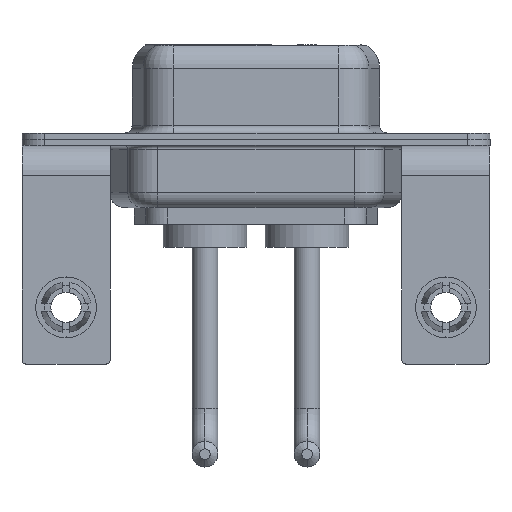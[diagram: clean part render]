
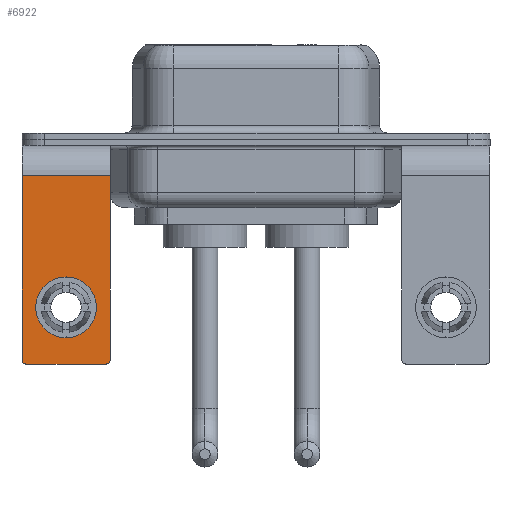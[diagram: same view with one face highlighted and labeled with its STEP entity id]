
A CAD part, front view. The second image highlights one B-rep face of the part: STEP entity #6922.
In plain terms, the highlighted planar face has unit normal (0, -1, 0).
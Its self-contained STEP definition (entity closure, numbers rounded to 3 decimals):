
#731 = CIRCLE ( 'NONE', #11385, 0.25 ) ;
#1003 = ORIENTED_EDGE ( 'NONE', *, *, #2416, .T. ) ;
#1080 = VERTEX_POINT ( 'NONE', #3560 ) ;
#1149 = FACE_BOUND ( 'NONE', #10275, .T. ) ;
#1219 = DIRECTION ( 'NONE',  ( 0., 1., 0. ) ) ;
#1617 = AXIS2_PLACEMENT_3D ( 'NONE', #13998, #7358, #2742 ) ;
#2416 = EDGE_CURVE ( 'NONE', #5545, #1080, #3891, .T. ) ;
#2742 = DIRECTION ( 'NONE',  ( 0., 0., 1. ) ) ;
#2864 = DIRECTION ( 'NONE',  ( 0., -1., 0. ) ) ;
#3096 = LINE ( 'NONE', #12873, #14583 ) ;
#3178 = ORIENTED_EDGE ( 'NONE', *, *, #13456, .T. ) ;
#3457 = LINE ( 'NONE', #15693, #14156 ) ;
#3560 = CARTESIAN_POINT ( 'NONE',  ( 2.9, -6.25, -14.55 ) ) ;
#3623 = CARTESIAN_POINT ( 'NONE',  ( 2.9, -6.25, -2.4 ) ) ;
#3631 = CARTESIAN_POINT ( 'NONE',  ( 2.9, -6.25, -2.4 ) ) ;
#3891 = CIRCLE ( 'NONE', #7932, 0.25 ) ;
#3945 = CIRCLE ( 'NONE', #15101, 2. ) ;
#4651 = DIRECTION ( 'NONE',  ( -1., 0., 0. ) ) ;
#5200 = CARTESIAN_POINT ( 'NONE',  ( 2.65, -6.25, -14.55 ) ) ;
#5470 = ORIENTED_EDGE ( 'NONE', *, *, #11496, .T. ) ;
#5545 = VERTEX_POINT ( 'NONE', #12425 ) ;
#5764 = VERTEX_POINT ( 'NONE', #14506 ) ;
#5962 = VECTOR ( 'NONE', #8470, 1000. ) ;
#6064 = VERTEX_POINT ( 'NONE', #13531 ) ;
#6268 = VERTEX_POINT ( 'NONE', #14101 ) ;
#6632 = EDGE_CURVE ( 'NONE', #6268, #5764, #11250, .T. ) ;
#6845 = VERTEX_POINT ( 'NONE', #9640 ) ;
#6922 = ADVANCED_FACE ( 'NONE', ( #1149, #15700 ), #14526, .F. ) ;
#6994 = EDGE_CURVE ( 'NONE', #5545, #7066, #3096, .T. ) ;
#7066 = VERTEX_POINT ( 'NONE', #12945 ) ;
#7211 = VERTEX_POINT ( 'NONE', #10722 ) ;
#7358 = DIRECTION ( 'NONE',  ( 0., 1., 0. ) ) ;
#7932 = AXIS2_PLACEMENT_3D ( 'NONE', #5200, #2864, #13697 ) ;
#7954 = DIRECTION ( 'NONE',  ( -1., 0., 0. ) ) ;
#8080 = DIRECTION ( 'NONE',  ( 0., 0., 1. ) ) ;
#8305 = CARTESIAN_POINT ( 'NONE',  ( 0., -6.25, -11.07 ) ) ;
#8470 = DIRECTION ( 'NONE',  ( 0., 0., -1. ) ) ;
#8977 = DIRECTION ( 'NONE',  ( 0., 0., 1. ) ) ;
#9316 = LINE ( 'NONE', #13064, #14635 ) ;
#9323 = DIRECTION ( 'NONE',  ( 0., 0., -1. ) ) ;
#9520 = EDGE_CURVE ( 'NONE', #5764, #6268, #3945, .T. ) ;
#9640 = CARTESIAN_POINT ( 'NONE',  ( 2.9, -6.25, -2.4 ) ) ;
#9751 = EDGE_CURVE ( 'NONE', #6845, #1080, #12195, .T. ) ;
#10103 = EDGE_CURVE ( 'NONE', #6845, #6064, #9316, .T. ) ;
#10275 = EDGE_LOOP ( 'NONE', ( #12816, #11742 ) ) ;
#10493 = DIRECTION ( 'NONE',  ( 0., 0., 1. ) ) ;
#10573 = ORIENTED_EDGE ( 'NONE', *, *, #6994, .F. ) ;
#10722 = CARTESIAN_POINT ( 'NONE',  ( -2.9, -6.25, -14.55 ) ) ;
#10894 = EDGE_LOOP ( 'NONE', ( #5470, #3178, #10573, #1003, #10951, #11253 ) ) ;
#10951 = ORIENTED_EDGE ( 'NONE', *, *, #9751, .F. ) ;
#11250 = CIRCLE ( 'NONE', #1617, 2. ) ;
#11253 = ORIENTED_EDGE ( 'NONE', *, *, #10103, .T. ) ;
#11385 = AXIS2_PLACEMENT_3D ( 'NONE', #11515, #14952, #8977 ) ;
#11496 = EDGE_CURVE ( 'NONE', #6064, #7211, #3457, .T. ) ;
#11515 = CARTESIAN_POINT ( 'NONE',  ( -2.65, -6.25, -14.55 ) ) ;
#11742 = ORIENTED_EDGE ( 'NONE', *, *, #9520, .T. ) ;
#11813 = DIRECTION ( 'NONE',  ( 0., 1., 0. ) ) ;
#12195 = LINE ( 'NONE', #3631, #5962 ) ;
#12425 = CARTESIAN_POINT ( 'NONE',  ( 2.65, -6.25, -14.8 ) ) ;
#12816 = ORIENTED_EDGE ( 'NONE', *, *, #6632, .T. ) ;
#12873 = CARTESIAN_POINT ( 'NONE',  ( 2.9, -6.25, -14.8 ) ) ;
#12945 = CARTESIAN_POINT ( 'NONE',  ( -2.65, -6.25, -14.8 ) ) ;
#13064 = CARTESIAN_POINT ( 'NONE',  ( 2.9, -6.25, -2.4 ) ) ;
#13456 = EDGE_CURVE ( 'NONE', #7211, #7066, #731, .T. ) ;
#13531 = CARTESIAN_POINT ( 'NONE',  ( -2.9, -6.25, -2.4 ) ) ;
#13697 = DIRECTION ( 'NONE',  ( 0., 0., 1. ) ) ;
#13820 = AXIS2_PLACEMENT_3D ( 'NONE', #3623, #1219, #10493 ) ;
#13998 = CARTESIAN_POINT ( 'NONE',  ( 0., -6.25, -11.07 ) ) ;
#14101 = CARTESIAN_POINT ( 'NONE',  ( 0., -6.25, -13.07 ) ) ;
#14156 = VECTOR ( 'NONE', #9323, 1000. ) ;
#14506 = CARTESIAN_POINT ( 'NONE',  ( 0., -6.25, -9.07 ) ) ;
#14526 = PLANE ( 'NONE',  #13820 ) ;
#14583 = VECTOR ( 'NONE', #7954, 1000. ) ;
#14635 = VECTOR ( 'NONE', #4651, 1000. ) ;
#14952 = DIRECTION ( 'NONE',  ( 0., -1., 0. ) ) ;
#15101 = AXIS2_PLACEMENT_3D ( 'NONE', #8305, #11813, #8080 ) ;
#15693 = CARTESIAN_POINT ( 'NONE',  ( -2.9, -6.25, -2.4 ) ) ;
#15700 = FACE_OUTER_BOUND ( 'NONE', #10894, .T. ) ;
